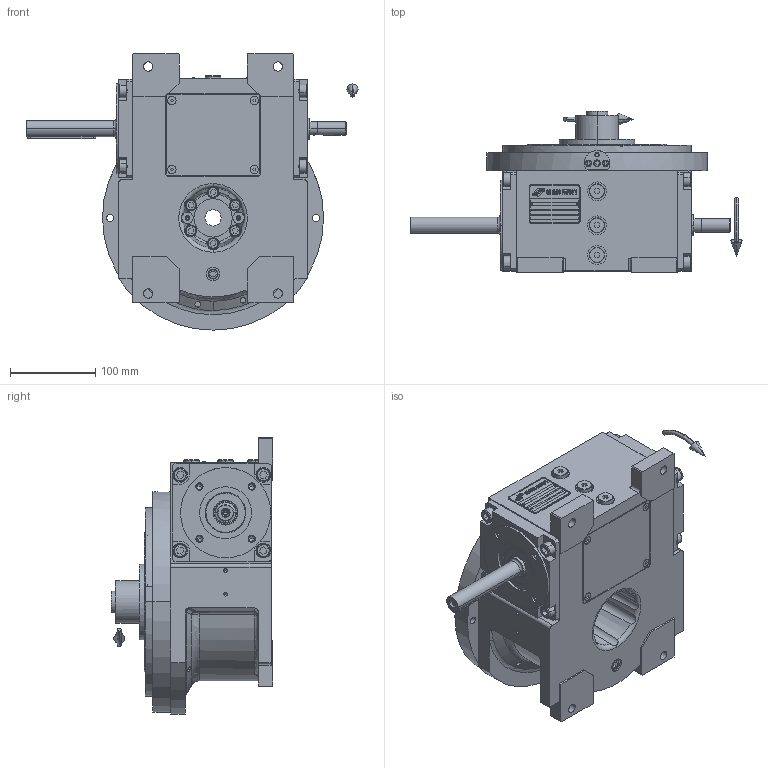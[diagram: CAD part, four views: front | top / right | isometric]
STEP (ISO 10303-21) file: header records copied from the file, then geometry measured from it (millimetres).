
FILE_DESCRIPTION (( 'STEP AP214' ), '1' );
FILE_NAME ('PC5200392.step', '2024-06-14T14:35:21', ( '' ), ( '' ), 'SwSTEP 2.0', 'SolidWorks 2020', '' );
FILE_SCHEMA (( 'AUTOMOTIVE_DESIGN' ));
Length unit declared in the file: millimetre
Products named in the file (82): cfn2003_01_054; rig06_004; CFN2356_03_047.stp; cfn2000_01_103; cfn2000_01_124; 9004_2512; cfn2155_01_303; cfn2128_04_004; AS_cfn2476_01_002_60x46; cfn2158_01_010; cfn2476_01_002_60x46; cfn2151_01_109; AS_900_38_30_003; cfn2104_01_016; cfn2000_01_126; 900_38_30_003; CFN2000_01_185.stp; rig06_005_n_02; rig06_016; cfn2276_01_074; cfn2107_01_001; cfn2070_05_005; cfn2151_01_090; CFN2104_02_017.stp; cfn2104_01_004; cfn2115_02_178; cfn2205_01_013; rig06_003_6; rig06_002_bl_022; CFN2223_01-570X6-B.stp; freccia_angolare_albero; cfn2115_02_165; AS_rig06_004_s_001; CFN2010_02_002.stp; RIG06_021_AF1.stp; AS_rig06_002_bl_022; rig06_001_a; CFN2010_01_012.stp; rig06_007_master; olio_agip_blasia_150 ...
Assembly tree (74 placements, depth 5):
  CFN2356_03_047.stp
  cfn2158_01_010
  cfn2151_01_109
  cfn2276_01_074
  cfn2151_01_090
Bounding box: 390.5 x 190 x 325 mm (x, y, z)
Volume: 2707668 mm3; surface area: 812958.6 mm2
Topology: 65 solids, 65 shells, 2067 faces, 5123 edges, 3279 vertices
Faces by surface type: plane 1029, cylinder 680, cone 326, torus 20, bspline 6, sphere 6
Entity records: 68338 total; most frequent: CARTESIAN_POINT 15317, DIRECTION 9939, ORIENTED_EDGE 9502, EDGE_CURVE 4751, AXIS2_PLACEMENT_3D 3455, VERTEX_POINT 3098, LINE 3029, VECTOR 3029
